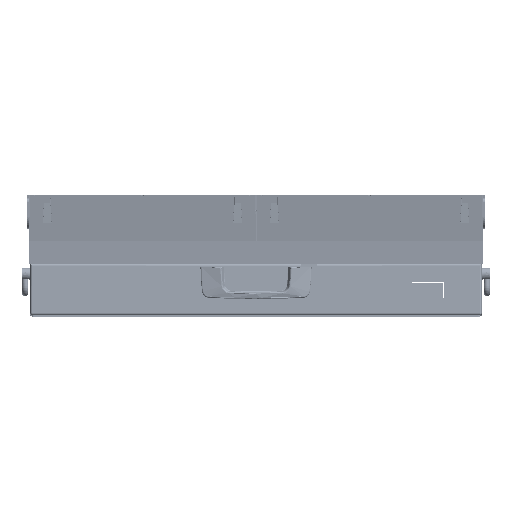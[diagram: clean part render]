
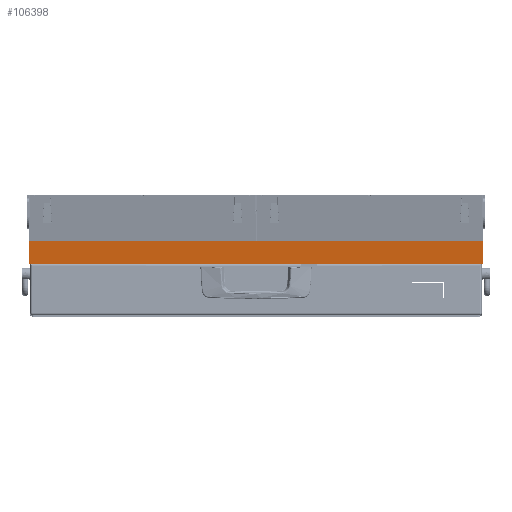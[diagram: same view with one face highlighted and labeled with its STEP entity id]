
A CAD part, top view. The second image highlights one B-rep face of the part: STEP entity #106398.
In plain terms, the highlighted face is planar.
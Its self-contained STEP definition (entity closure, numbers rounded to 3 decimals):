
#899 = CARTESIAN_POINT ( 'NONE',  ( -327.5, 33., 273. ) ) ;
#1094 = LINE ( 'NONE', #59039, #22233 ) ;
#4981 = LINE ( 'NONE', #103159, #39040 ) ;
#5423 = CARTESIAN_POINT ( 'NONE',  ( 87.8, 0., 273. ) ) ;
#6013 = FACE_OUTER_BOUND ( 'NONE', #23304, .T. ) ;
#6022 = VECTOR ( 'NONE', #70192, 1000. ) ;
#7850 = EDGE_CURVE ( 'NONE', #88354, #66884, #1094, .T. ) ;
#8279 = ORIENTED_EDGE ( 'NONE', *, *, #30683, .F. ) ;
#11892 = LINE ( 'NONE', #81757, #47695 ) ;
#12018 = LINE ( 'NONE', #89877, #30529 ) ;
#12351 = ORIENTED_EDGE ( 'NONE', *, *, #81758, .F. ) ;
#12729 = ORIENTED_EDGE ( 'NONE', *, *, #53274, .T. ) ;
#12846 = DIRECTION ( 'NONE',  ( 1., 0., 0. ) ) ;
#13249 = EDGE_CURVE ( 'NONE', #96246, #75265, #112426, .T. ) ;
#15884 = DIRECTION ( 'NONE',  ( -1., 0., 0. ) ) ;
#19039 = ORIENTED_EDGE ( 'NONE', *, *, #26344, .T. ) ;
#21752 = VERTEX_POINT ( 'NONE', #49096 ) ;
#22067 = DIRECTION ( 'NONE',  ( 0., -1., 0. ) ) ;
#22233 = VECTOR ( 'NONE', #15884, 1000. ) ;
#23304 = EDGE_LOOP ( 'NONE', ( #83759, #12351, #59992, #8279, #68561, #12729, #63166, #110547, #100664, #59726, #46184, #19039 ) ) ;
#23818 = CARTESIAN_POINT ( 'NONE',  ( 327.5, 33., 273. ) ) ;
#25264 = DIRECTION ( 'NONE',  ( -1., 0., 0. ) ) ;
#26344 = EDGE_CURVE ( 'NONE', #91219, #70148, #91606, .T. ) ;
#28599 = VECTOR ( 'NONE', #12846, 1000. ) ;
#29696 = CARTESIAN_POINT ( 'NONE',  ( -327.5, 33., 273. ) ) ;
#30529 = VECTOR ( 'NONE', #73337, 1000. ) ;
#30683 = EDGE_CURVE ( 'NONE', #66884, #83619, #67702, .T. ) ;
#32915 = EDGE_CURVE ( 'NONE', #96246, #21752, #49181, .T. ) ;
#33656 = EDGE_CURVE ( 'NONE', #70148, #56952, #12018, .T. ) ;
#33909 = EDGE_CURVE ( 'NONE', #42505, #21752, #82655, .T. ) ;
#39040 = VECTOR ( 'NONE', #25264, 1000. ) ;
#41611 = CARTESIAN_POINT ( 'NONE',  ( 65., 0., 273. ) ) ;
#41849 = VECTOR ( 'NONE', #66184, 1000. ) ;
#42490 = DIRECTION ( 'NONE',  ( 0., 1., 0. ) ) ;
#42505 = VERTEX_POINT ( 'NONE', #23818 ) ;
#43067 = EDGE_CURVE ( 'NONE', #83619, #94544, #4981, .T. ) ;
#45890 = VECTOR ( 'NONE', #109246, 1000. ) ;
#46184 = ORIENTED_EDGE ( 'NONE', *, *, #96142, .F. ) ;
#47695 = VECTOR ( 'NONE', #22067, 1000. ) ;
#47995 = CARTESIAN_POINT ( 'NONE',  ( 327.5, 33., 273. ) ) ;
#48057 = CARTESIAN_POINT ( 'NONE',  ( -327.5, 0., 273. ) ) ;
#49096 = CARTESIAN_POINT ( 'NONE',  ( 327.5, 0., 273. ) ) ;
#49181 = LINE ( 'NONE', #48057, #28599 ) ;
#49768 = CARTESIAN_POINT ( 'NONE',  ( -327.5, 33., 273. ) ) ;
#50394 = VECTOR ( 'NONE', #42490, 1000. ) ;
#50678 = DIRECTION ( 'NONE',  ( 0., 1., 0. ) ) ;
#53274 = EDGE_CURVE ( 'NONE', #88354, #93898, #73027, .T. ) ;
#56952 = VERTEX_POINT ( 'NONE', #41611 ) ;
#59039 = CARTESIAN_POINT ( 'NONE',  ( 65.2, 0., 273. ) ) ;
#59726 = ORIENTED_EDGE ( 'NONE', *, *, #33909, .F. ) ;
#59992 = ORIENTED_EDGE ( 'NONE', *, *, #43067, .F. ) ;
#63166 = ORIENTED_EDGE ( 'NONE', *, *, #98315, .F. ) ;
#63194 = VECTOR ( 'NONE', #73541, 1000. ) ;
#63428 = LINE ( 'NONE', #106136, #100801 ) ;
#65645 = DIRECTION ( 'NONE',  ( 0., 0., -1. ) ) ;
#66184 = DIRECTION ( 'NONE',  ( 0., 1., 0. ) ) ;
#66213 = DIRECTION ( 'NONE',  ( -1., 0., 0. ) ) ;
#66884 = VERTEX_POINT ( 'NONE', #83926 ) ;
#67702 = LINE ( 'NONE', #102429, #109924 ) ;
#68561 = ORIENTED_EDGE ( 'NONE', *, *, #7850, .F. ) ;
#70148 = VERTEX_POINT ( 'NONE', #70877 ) ;
#70192 = DIRECTION ( 'NONE',  ( 1., 0., 0. ) ) ;
#70877 = CARTESIAN_POINT ( 'NONE',  ( -327.5, 0., 273. ) ) ;
#73027 = LINE ( 'NONE', #5423, #41849 ) ;
#73337 = DIRECTION ( 'NONE',  ( 1., 0., 0. ) ) ;
#73541 = DIRECTION ( 'NONE',  ( 0., -1., 0. ) ) ;
#75265 = VERTEX_POINT ( 'NONE', #90852 ) ;
#75299 = PLANE ( 'NONE',  #91603 ) ;
#81395 = CARTESIAN_POINT ( 'NONE',  ( 87.8, 3., 273. ) ) ;
#81757 = CARTESIAN_POINT ( 'NONE',  ( 65., 0., 273. ) ) ;
#81758 = EDGE_CURVE ( 'NONE', #94544, #56952, #11892, .T. ) ;
#82655 = LINE ( 'NONE', #47995, #63194 ) ;
#83619 = VERTEX_POINT ( 'NONE', #92981 ) ;
#83759 = ORIENTED_EDGE ( 'NONE', *, *, #33656, .T. ) ;
#83926 = CARTESIAN_POINT ( 'NONE',  ( 65.2, 0., 273. ) ) ;
#84751 = CARTESIAN_POINT ( 'NONE',  ( -327.5, 33., 273. ) ) ;
#87362 = DIRECTION ( 'NONE',  ( -1., 0., 0. ) ) ;
#87839 = LINE ( 'NONE', #899, #6022 ) ;
#88354 = VERTEX_POINT ( 'NONE', #104158 ) ;
#89877 = CARTESIAN_POINT ( 'NONE',  ( -327.5, 0., 273. ) ) ;
#90852 = CARTESIAN_POINT ( 'NONE',  ( 88., 3., 273. ) ) ;
#91219 = VERTEX_POINT ( 'NONE', #84751 ) ;
#91603 = AXIS2_PLACEMENT_3D ( 'NONE', #49768, #65645, #66213 ) ;
#91606 = LINE ( 'NONE', #29696, #45890 ) ;
#92981 = CARTESIAN_POINT ( 'NONE',  ( 65.2, 3., 273. ) ) ;
#93898 = VERTEX_POINT ( 'NONE', #81395 ) ;
#93904 = CARTESIAN_POINT ( 'NONE',  ( 88., 0., 273. ) ) ;
#94544 = VERTEX_POINT ( 'NONE', #103409 ) ;
#96142 = EDGE_CURVE ( 'NONE', #91219, #42505, #87839, .T. ) ;
#96246 = VERTEX_POINT ( 'NONE', #93904 ) ;
#98315 = EDGE_CURVE ( 'NONE', #75265, #93898, #63428, .T. ) ;
#100664 = ORIENTED_EDGE ( 'NONE', *, *, #32915, .T. ) ;
#100801 = VECTOR ( 'NONE', #87362, 1000. ) ;
#102429 = CARTESIAN_POINT ( 'NONE',  ( 65.2, 0., 273. ) ) ;
#103159 = CARTESIAN_POINT ( 'NONE',  ( 65., 3., 273. ) ) ;
#103409 = CARTESIAN_POINT ( 'NONE',  ( 65., 3., 273. ) ) ;
#104158 = CARTESIAN_POINT ( 'NONE',  ( 87.8, 0., 273. ) ) ;
#106136 = CARTESIAN_POINT ( 'NONE',  ( 65., 3., 273. ) ) ;
#106398 = ADVANCED_FACE ( 'NONE', ( #6013 ), #75299, .F. ) ;
#109246 = DIRECTION ( 'NONE',  ( 0., -1., 0. ) ) ;
#109924 = VECTOR ( 'NONE', #50678, 1000. ) ;
#110547 = ORIENTED_EDGE ( 'NONE', *, *, #13249, .F. ) ;
#111862 = CARTESIAN_POINT ( 'NONE',  ( 88., 0., 273. ) ) ;
#112426 = LINE ( 'NONE', #111862, #50394 ) ;
